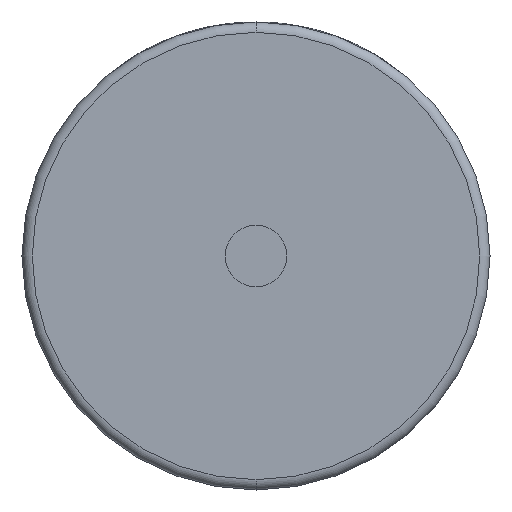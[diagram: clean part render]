
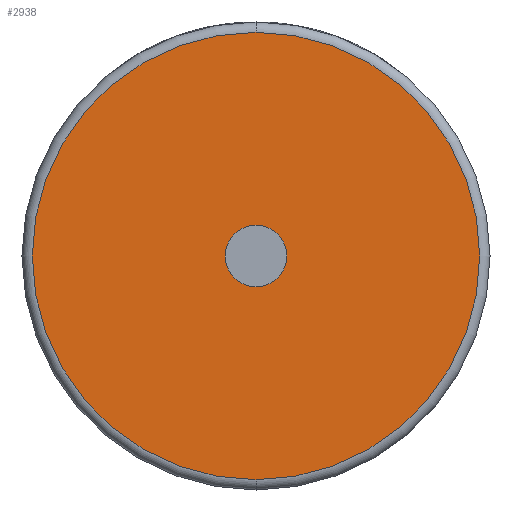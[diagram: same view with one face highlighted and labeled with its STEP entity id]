
A CAD part, front view. The second image highlights one B-rep face of the part: STEP entity #2938.
In plain terms, the highlighted planar face has unit normal (0, -1, 0).
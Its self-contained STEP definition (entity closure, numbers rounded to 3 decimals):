
#3 = AXIS2_PLACEMENT_3D ( 'NONE', #2518, #3556, #343 ) ;
#74 = CIRCLE ( 'NONE', #2152, 6. ) ;
#223 = ORIENTED_EDGE ( 'NONE', *, *, #2907, .T. ) ;
#343 = DIRECTION ( 'NONE',  ( 0., 0., 1. ) ) ;
#493 = CARTESIAN_POINT ( 'NONE',  ( 0., 0., 6. ) ) ;
#613 = CARTESIAN_POINT ( 'NONE',  ( 0., 0., 0. ) ) ;
#639 = VERTEX_POINT ( 'NONE', #493 ) ;
#668 = AXIS2_PLACEMENT_3D ( 'NONE', #613, #1058, #4452 ) ;
#1058 = DIRECTION ( 'NONE',  ( 0., 1., 0. ) ) ;
#1219 = EDGE_LOOP ( 'NONE', ( #223, #1283 ) ) ;
#1281 = CARTESIAN_POINT ( 'NONE',  ( 0., 0., -6. ) ) ;
#1283 = ORIENTED_EDGE ( 'NONE', *, *, #3955, .T. ) ;
#1308 = CARTESIAN_POINT ( 'NONE',  ( 0., 0., 0. ) ) ;
#1313 = CARTESIAN_POINT ( 'NONE',  ( 0., 0., -43.5 ) ) ;
#1320 = VERTEX_POINT ( 'NONE', #1281 ) ;
#1517 = EDGE_CURVE ( 'NONE', #639, #1320, #4246, .T. ) ;
#1549 = DIRECTION ( 'NONE',  ( 0., -1., 0. ) ) ;
#1631 = PLANE ( 'NONE',  #668 ) ;
#2006 = EDGE_CURVE ( 'NONE', #1320, #639, #74, .T. ) ;
#2152 = AXIS2_PLACEMENT_3D ( 'NONE', #1308, #3741, #4471 ) ;
#2218 = AXIS2_PLACEMENT_3D ( 'NONE', #2223, #3699, #2987 ) ;
#2223 = CARTESIAN_POINT ( 'NONE',  ( 0., 0., 0. ) ) ;
#2307 = FACE_BOUND ( 'NONE', #3399, .T. ) ;
#2518 = CARTESIAN_POINT ( 'NONE',  ( 0., 0., 0. ) ) ;
#2907 = EDGE_CURVE ( 'NONE', #4038, #4273, #3658, .T. ) ;
#2938 = ADVANCED_FACE ( 'NONE', ( #4212, #2307 ), #1631, .F. ) ;
#2987 = DIRECTION ( 'NONE',  ( 0., 0., 1. ) ) ;
#3075 = CIRCLE ( 'NONE', #3190, 43.5 ) ;
#3190 = AXIS2_PLACEMENT_3D ( 'NONE', #3682, #1549, #4428 ) ;
#3399 = EDGE_LOOP ( 'NONE', ( #3691, #4074 ) ) ;
#3556 = DIRECTION ( 'NONE',  ( 0., -1., 0. ) ) ;
#3658 = CIRCLE ( 'NONE', #2218, 43.5 ) ;
#3682 = CARTESIAN_POINT ( 'NONE',  ( 0., 0., 0. ) ) ;
#3691 = ORIENTED_EDGE ( 'NONE', *, *, #1517, .F. ) ;
#3699 = DIRECTION ( 'NONE',  ( 0., -1., 0. ) ) ;
#3741 = DIRECTION ( 'NONE',  ( 0., -1., 0. ) ) ;
#3955 = EDGE_CURVE ( 'NONE', #4273, #4038, #3075, .T. ) ;
#4038 = VERTEX_POINT ( 'NONE', #4082 ) ;
#4074 = ORIENTED_EDGE ( 'NONE', *, *, #2006, .F. ) ;
#4082 = CARTESIAN_POINT ( 'NONE',  ( 0., 0., 43.5 ) ) ;
#4212 = FACE_OUTER_BOUND ( 'NONE', #1219, .T. ) ;
#4246 = CIRCLE ( 'NONE', #3, 6. ) ;
#4273 = VERTEX_POINT ( 'NONE', #1313 ) ;
#4428 = DIRECTION ( 'NONE',  ( 0., 0., 1. ) ) ;
#4452 = DIRECTION ( 'NONE',  ( 0., 0., 1. ) ) ;
#4471 = DIRECTION ( 'NONE',  ( 0., 0., 1. ) ) ;
